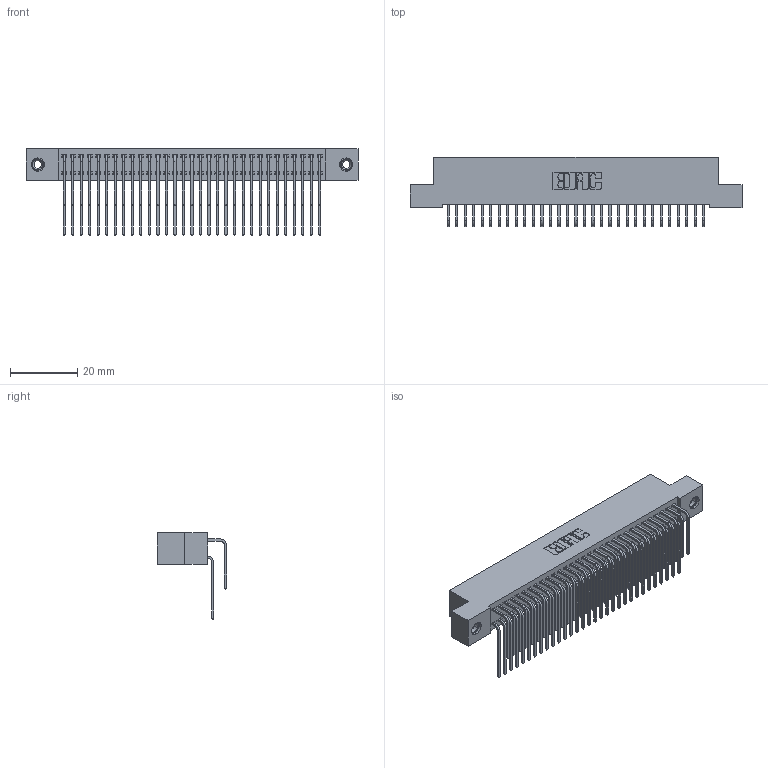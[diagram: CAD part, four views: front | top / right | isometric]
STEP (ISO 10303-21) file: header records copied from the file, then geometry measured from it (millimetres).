
FILE_DESCRIPTION (( 'STEP AP203' ), '1' );
FILE_NAME ('392-062-559-208.STEP', '2019-10-09T10:36:15', ( '' ), ( '' ), 'SwSTEP 2.0', 'SolidWorks 2016', '' );
FILE_SCHEMA (( 'CONFIG_CONTROL_DESIGN' ));
Length unit declared in the file: inch
Products named in the file (5): 392-062-559-208; 342 Part_TI; 345-292-001_558 559 Tail - 1; 345-292-001_559 Tail - 2; 345-250-001_345-250-003-102
Assembly tree (65 placements, depth 2):
  392-062-559-208
    342 Part_TI
    345-292-001_558 559 Tail - 1  x31
    345-292-001_559 Tail - 2  x31
    345-250-001_345-250-003-102  x2
Bounding box: 99.06 x 20.64 x 25.78 mm (x, y, z)
Volume: 9200.4 mm3; surface area: 16333.2 mm2
Topology: 65 solids, 65 shells, 3518 faces, 10417 edges, 6854 vertices
Faces by surface type: plane 2454, cylinder 1048, cone 12, torus 4
Entity records: 24204 total; most frequent: CARTESIAN_POINT 4056, ORIENTED_EDGE 3934, DIRECTION 3497, EDGE_CURVE 1967, LINE 1779, VECTOR 1779, VERTEX_POINT 1304, AXIS2_PLACEMENT_3D 859
